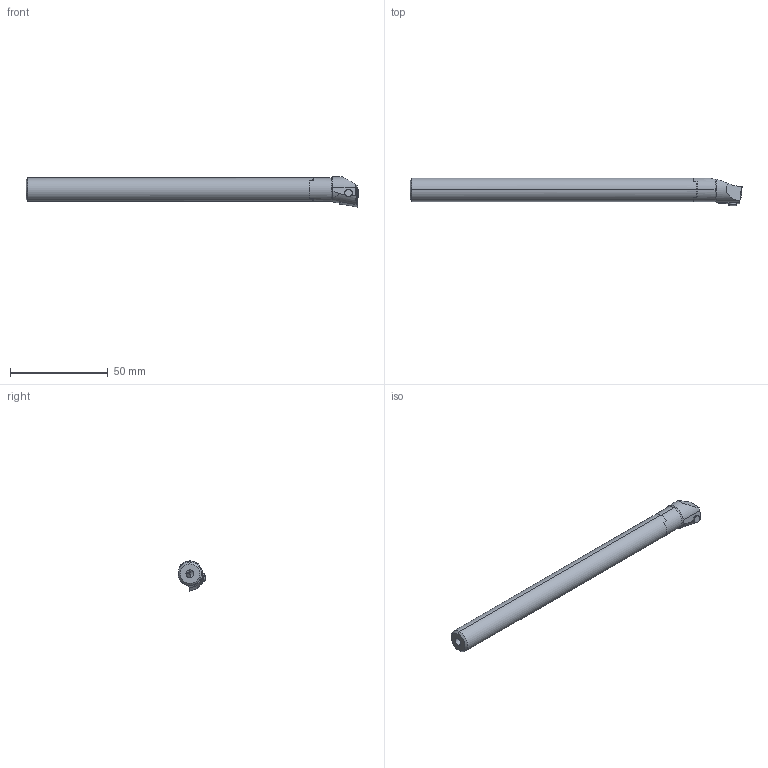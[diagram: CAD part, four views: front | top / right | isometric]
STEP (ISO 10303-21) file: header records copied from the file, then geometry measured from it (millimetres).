
FILE_DESCRIPTION (( 'STEP AP203' ), '1' );
FILE_NAME ('B18-WCB.K13.170.STEP', '2015-07-15T12:33:14', ( 'SwiAdmin' ), ( '' ), 'SwSTEP 2.0', 'SolidWorks 2012', '' );
FILE_SCHEMA (( 'CONFIG_CONTROL_DESIGN' ));
Length unit declared in the file: millimetre
Products named in the file (6): B18-WCB.K13.170; WCB-ER2.001.009_A; HM2-BG1.001.025_B; CCMT09T304; B18-WCB.K13.170_A; HM2-U12.001.147_A
Assembly tree (5 placements, depth 3):
  B18-WCB.K13.170
    B18-WCB.K13.170_A
      HM2-U12.001.147_A
      HM2-BG1.001.025_B
    WCB-ER2.001.009_A
    CCMT09T304
Bounding box: 170 x 14.2 x 15.38 mm (x, y, z)
Volume: 16762.2 mm3; surface area: 9279.5 mm2
Topology: 4 solids, 4 shells, 141 faces, 366 edges, 221 vertices
Faces by surface type: cylinder 42, plane 41, cone 33, bspline 12, torus 11, sphere 2
Entity records: 5338 total; most frequent: CARTESIAN_POINT 1493, ORIENTED_EDGE 708, DIRECTION 647, EDGE_CURVE 354, AXIS2_PLACEMENT_3D 255, VERTEX_POINT 221, EDGE_LOOP 149, ADVANCED_FACE 141
